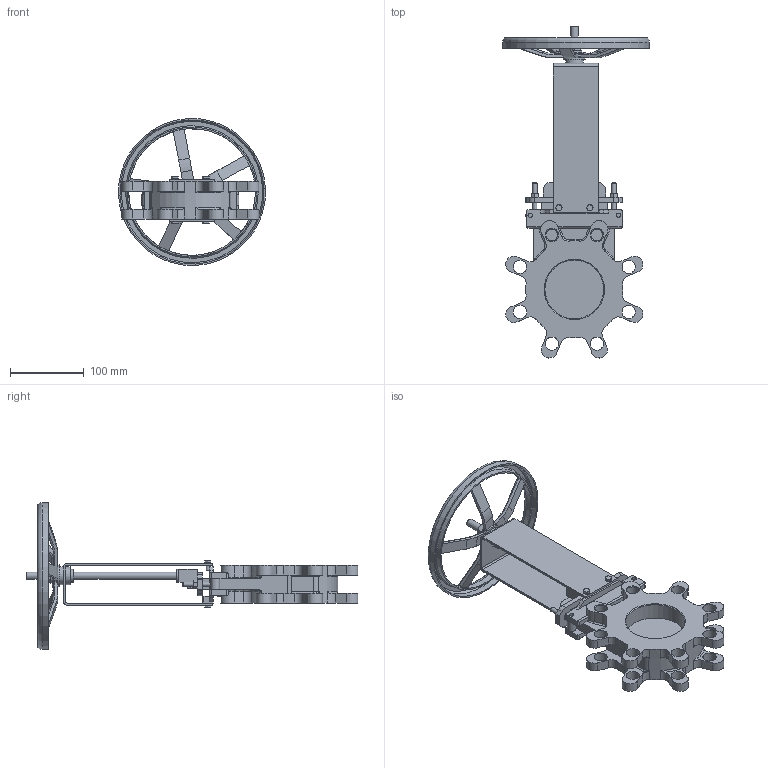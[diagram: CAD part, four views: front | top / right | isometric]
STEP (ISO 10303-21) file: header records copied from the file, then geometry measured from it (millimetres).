
FILE_DESCRIPTION(/* description */ (''),/* implementation_level */ '2;1');
FILE_NAME(/* name */ 'DN80_3D_STEP.stp',/* time_stamp */ '2025-02-06T23:56:02+03:00',/* author */ ('igorr'),/* organization */ (''),/* preprocessor_version */ 'ST-DEVELOPER v20',/* originating_system */ 'Autodesk Inventor 2025',/* authorisation */ '');
FILE_SCHEMA (('AUTOMOTIVE_DESIGN { 1 0 10303 214 3 1 1 }'));
Length unit declared in the file: millimetre
Products named in the file (7): Сборка; Деталь; Деталь1; AS 1110 - M5 x 10; AS 1110 - M4 x 8; ANSI B18.2.4.2M - M6x1; ANSI B18.2.4.2M - M10x1,5
Assembly tree (11 placements, depth 2):
  Сборка
    Деталь
    Деталь1
    AS 1110 - M5 x 10  x4
    AS 1110 - M4 x 8  x2
    ANSI B18.2.4.2M - M6x1  x2
    ANSI B18.2.4.2M - M10x1,5
Bounding box: 199.76 x 451.22 x 199.76 mm (x, y, z)
Volume: 949798.3 mm3; surface area: 280097 mm2
Topology: 11 solids, 11 shells, 868 faces, 2183 edges, 1362 vertices
Faces by surface type: plane 390, cylinder 230, cone 93, bspline 88, torus 67
Full cylindrical faces by diameter (mm): 4 x2, 4.917 x2, 5 x4, 6 x12, 7 x4, 8 x4, 8.376 x1, 10 x2, 16 x5, 18 x14, 20 x1, 24 x2, 26 x1, 30 x1, 80 x2, 172.37 x1, 176.37 x1, 196 x1, 200 x1
Entity records: 25743 total; most frequent: CARTESIAN_POINT 6730, ORIENTED_EDGE 3858, DIRECTION 3719, EDGE_CURVE 1929, AXIS2_PLACEMENT_3D 1398, VERTEX_POINT 1213, LINE 923, VECTOR 923
